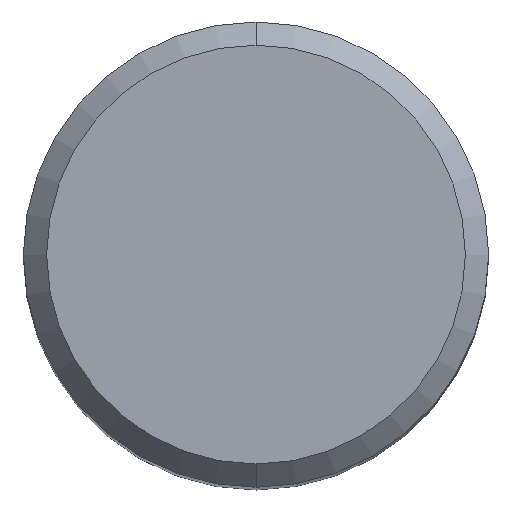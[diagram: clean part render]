
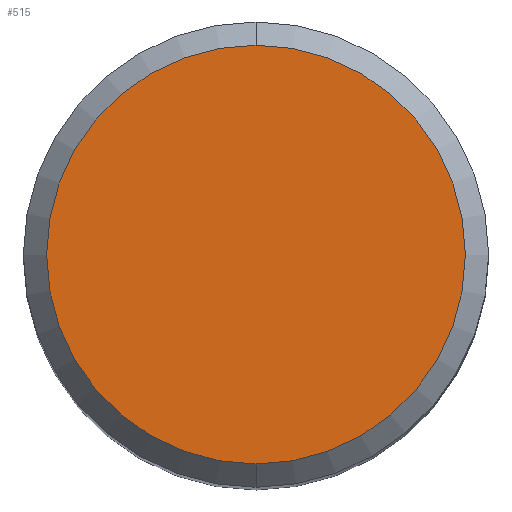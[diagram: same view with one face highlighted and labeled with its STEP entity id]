
A CAD part, top view. The second image highlights one B-rep face of the part: STEP entity #515.
In plain terms, the highlighted planar face has unit normal (0, 0, 1).
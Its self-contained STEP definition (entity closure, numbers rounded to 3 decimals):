
#261=VERTEX_POINT('',#622);
#293=VERTEX_POINT('',#657);
#313=EDGE_CURVE('',#293,#261,#678,.T.);
#403=EDGE_CURVE('',#261,#293,#782,.T.);
#515=ADVANCED_FACE('',(#902),#903,.T.);
#622=CARTESIAN_POINT('',(0.,-3.6,0.0));
#657=CARTESIAN_POINT('',(0.0,3.6,0.0));
#678=CIRCLE('',#1172,3.6);
#782=CIRCLE('',#1353,3.6);
#902=FACE_OUTER_BOUND('',#1611,.T.);
#903=PLANE('',#1612);
#1172=AXIS2_PLACEMENT_3D('',#1776,#1777,#1778);
#1353=AXIS2_PLACEMENT_3D('',#1913,#1914,#1915);
#1611=EDGE_LOOP('',(#2033,#2034));
#1612=AXIS2_PLACEMENT_3D('',#2035,#2036,#2037);
#1776=CARTESIAN_POINT('',(0.0,0.0,0.0));
#1777=DIRECTION('',(0.0,0.0,-1.0));
#1778=DIRECTION('',(0.0,1.0,0.0));
#1913=CARTESIAN_POINT('',(0.0,0.0,0.0));
#1914=DIRECTION('',(0.0,0.0,-1.0));
#1915=DIRECTION('',(0.0,1.0,0.0));
#2033=ORIENTED_EDGE('',*,*,#313,.F.);
#2034=ORIENTED_EDGE('',*,*,#403,.F.);
#2035=CARTESIAN_POINT('',(0.0,1.8,0.0));
#2036=DIRECTION('',(-0.0,0.0,1.0));
#2037=DIRECTION('',(0.0,-1.0,0.0));
